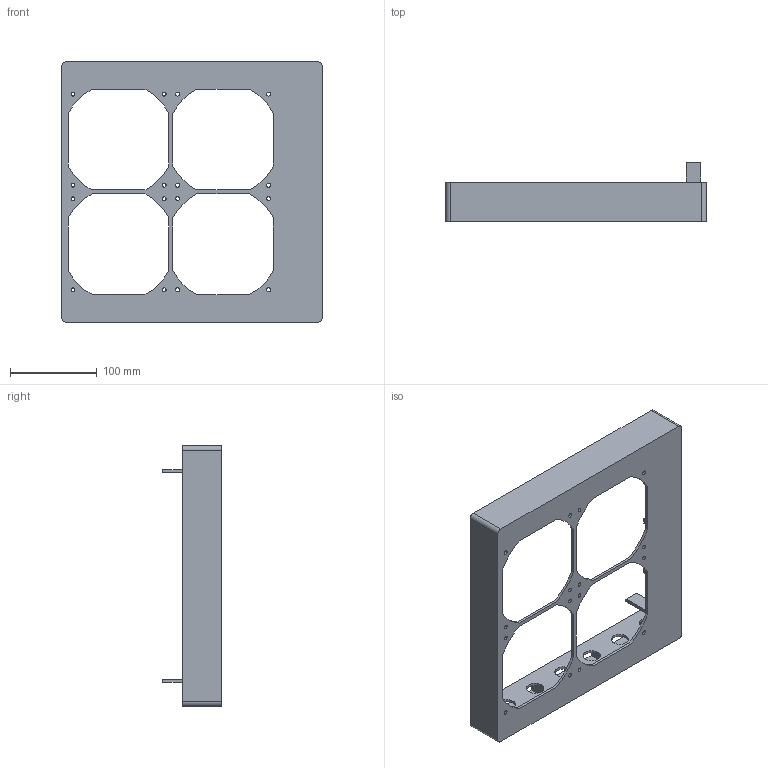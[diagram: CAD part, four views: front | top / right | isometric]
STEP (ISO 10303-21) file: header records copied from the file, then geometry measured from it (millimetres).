
FILE_DESCRIPTION (( 'STEP AP214' ), '1' );
FILE_NAME ('Top-Section-GALE-38mm-Fans-threaded-insert-(v.1.2).STEP', '2025-08-08T16:15:38', ( '' ), ( '' ), 'SwSTEP 2.0', 'SolidWorks 2023', '' );
FILE_SCHEMA (( 'AUTOMOTIVE_DESIGN' ));
Length unit declared in the file: millimetre
Products named in the file (1): Top-Section-GALE-38mm-Fans-threaded-insert-(v.1.2)
Bounding box: 300 x 68 x 300 mm (x, y, z)
Volume: 405854.5 mm3; surface area: 245176 mm2
Topology: 1 solids, 1 shells, 169 faces, 464 edges, 308 vertices
Faces by surface type: plane 85, cylinder 84
Entity records: 5565 total; most frequent: DIRECTION 972, CARTESIAN_POINT 942, ORIENTED_EDGE 928, EDGE_CURVE 464, AXIS2_PLACEMENT_3D 338, VERTEX_POINT 308, LINE 296, VECTOR 296
